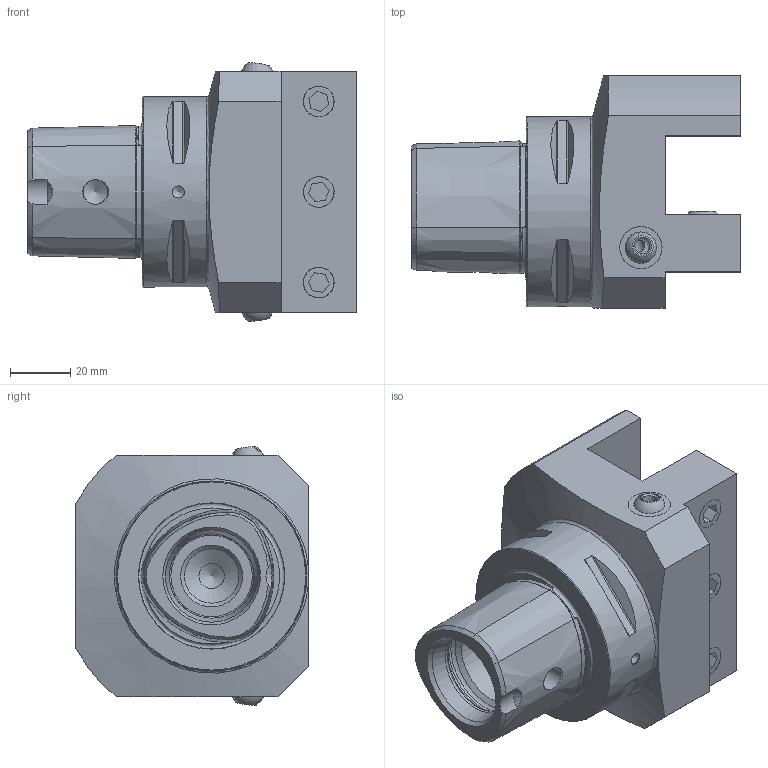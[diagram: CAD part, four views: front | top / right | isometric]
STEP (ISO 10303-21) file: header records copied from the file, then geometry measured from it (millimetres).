
FILE_DESCRIPTION (( 'STEP AP214' ), '1' );
FILE_NAME ('PS6.V25.N13.071.STEP', '2021-01-27T08:25:24', ( '' ), ( '' ), 'SwSTEP 2.0', 'SolidWorks 2017', '' );
FILE_SCHEMA (( 'AUTOMOTIVE_DESIGN' ));
Length unit declared in the file: millimetre
Products named in the file (6): KU1-U14.001.012; ISO 4026 - M12 x 20; PS6-V25.N13.071_A; KU1-U14.001.012_2; KU1-U14.001.012_1; PS6.V25.N13.071
Assembly tree (8 placements, depth 3):
  PS6.V25.N13.071
    PS6-V25.N13.071_A
    KU1-U14.001.012  x2
      KU1-U14.001.012_1
      KU1-U14.001.012_2
    ISO 4026 - M12 x 20  x3
Bounding box: 109 x 77 x 85.62 mm (x, y, z)
Volume: 302549 mm3; surface area: 50469 mm2
Topology: 8 solids, 8 shells, 167 faces, 394 edges, 249 vertices
Faces by surface type: plane 66, cone 45, cylinder 36, torus 15, sphere 4, bspline 1
Full cylindrical faces by diameter (mm): 4 x1, 5 x4, 8.1 x2, 8.4 x1, 10 x2, 10.2 x3, 12 x3, 14 x4, 18 x1, 28 x2, 32 x1, 63 x1
Entity records: 4514 total; most frequent: CARTESIAN_POINT 1430, DIRECTION 584, ORIENTED_EDGE 526, EDGE_CURVE 263, AXIS2_PLACEMENT_3D 246, EDGE_LOOP 197, VERTEX_POINT 186, FACE_OUTER_BOUND 160
